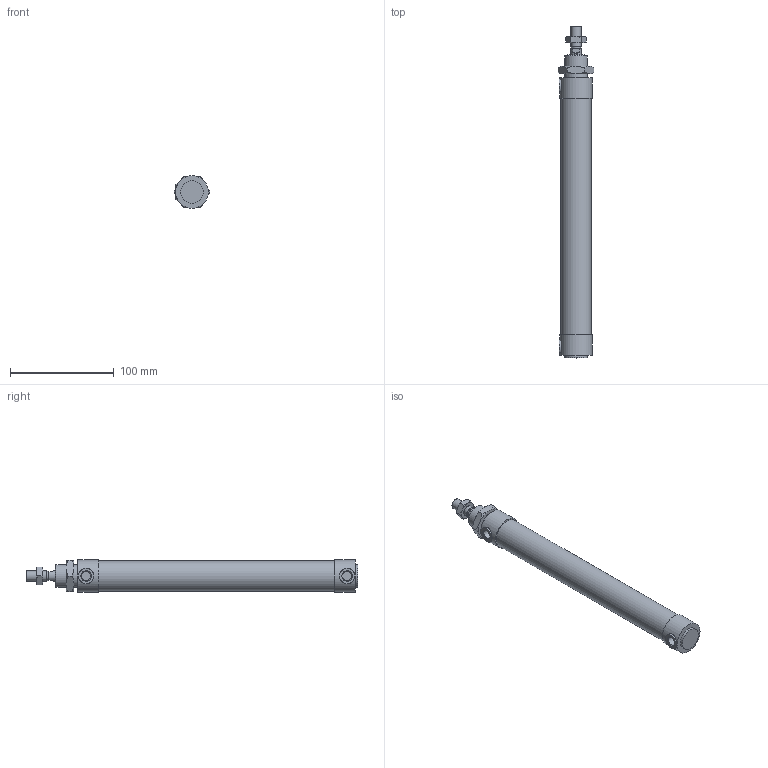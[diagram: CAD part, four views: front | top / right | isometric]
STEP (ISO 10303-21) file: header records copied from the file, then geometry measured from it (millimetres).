
FILE_DESCRIPTION((''),'2;1');
FILE_NAME('1231_25_0200.stp','2006-01-05T13:48:23',('medicfa1'),(''),'Autodesk Inventor 10','Autodesk Inventor 10','');
FILE_SCHEMA(('AUTOMOTIVE_DESIGN { 1 0 10303 214 1 1 1 1 }'));
Length unit declared in the file: millimetre
Products named in the file (5): 1231_25_0200; C1231_25_200; S1230_25_200; 1200_25_05; 1200_25_06
Assembly tree (4 placements, depth 2):
  1231_25_0200
    C1231_25_200
    S1230_25_200
    1200_25_05
    1200_25_06
Bounding box: 34.64 x 320.5 x 31.5 mm (x, y, z)
Volume: 196435.8 mm3; surface area: 47858.2 mm2
Topology: 4 solids, 4 shells, 84 faces, 173 edges, 105 vertices
Faces by surface type: plane 38, cone 28, cylinder 13, bspline 5
Full cylindrical faces by diameter (mm): 8.7 x2, 8.8 x1, 10 x3, 15 x2, 22 x2, 29 x1, 31.5 x2
Entity records: 2304 total; most frequent: CARTESIAN_POINT 670, DIRECTION 330, ORIENTED_EDGE 278, AXIS2_PLACEMENT_3D 153, EDGE_CURVE 139, EDGE_LOOP 120, VERTEX_POINT 95, FACE_OUTER_BOUND 84
